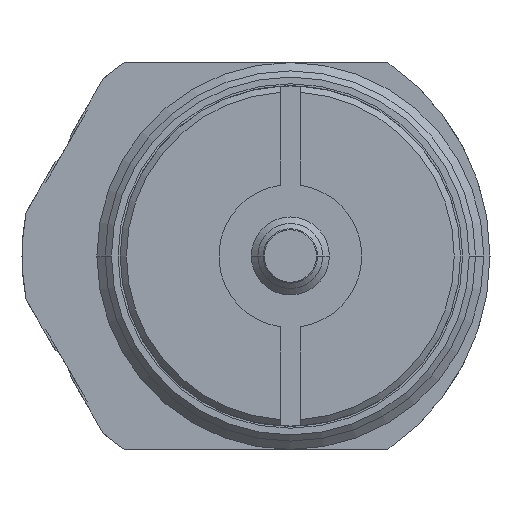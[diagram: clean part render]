
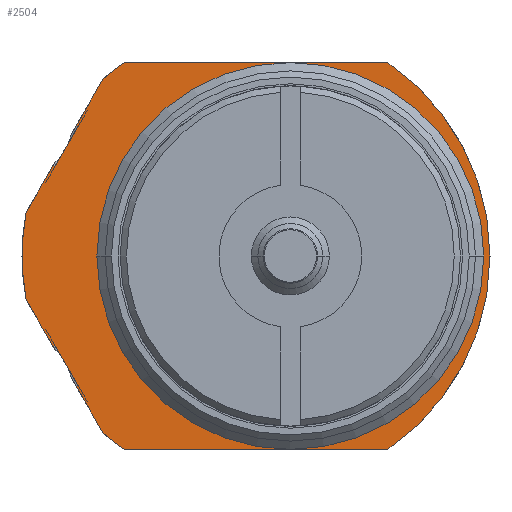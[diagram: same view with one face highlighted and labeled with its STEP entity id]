
A CAD part, left-side view. The second image highlights one B-rep face of the part: STEP entity #2504.
In plain terms, the highlighted planar face has unit normal (-1, 0, 0).
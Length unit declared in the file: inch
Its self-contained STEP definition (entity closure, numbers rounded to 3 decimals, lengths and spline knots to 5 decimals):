
#263=CARTESIAN_POINT('',(0.,-0.165,0.));
#264=DIRECTION('',(-1.,0.,0.));
#265=DIRECTION('',(0.,1.,0.));
#266=AXIS2_PLACEMENT_3D('',#263,#264,#265);
#271=CARTESIAN_POINT('',(0.,-0.165,0.));
#272=DIRECTION('',(1.,0.,0.));
#273=DIRECTION('',(0.,1.,0.));
#274=AXIS2_PLACEMENT_3D('',#271,#272,#273);
#279=DIRECTION('',(0.,-0.5,-0.866));
#280=VECTOR('',#279,0.22326);
#281=CARTESIAN_POINT('',(0.,0.96671,-0.42981));
#282=LINE('',#281,#280);
#286=DIRECTION('',(0.,-0.866,0.5));
#287=VECTOR('',#286,0.01);
#288=CARTESIAN_POINT('',(0.,0.97538,-0.43481));
#289=LINE('',#288,#287);
#293=DIRECTION('',(0.,0.5,0.866));
#294=VECTOR('',#293,0.25976);
#295=CARTESIAN_POINT('',(0.,0.97538,-0.43481));
#296=LINE('',#295,#294);
#300=CARTESIAN_POINT('',(0.,0.,0.));
#301=DIRECTION('',(1.,0.,0.));
#302=DIRECTION('',(0.,0.982,-0.187));
#303=AXIS2_PLACEMENT_3D('',#300,#301,#302);
#308=DIRECTION('',(0.,-0.5,0.866));
#309=VECTOR('',#308,0.25976);
#310=CARTESIAN_POINT('',(0.,1.10525,0.20986));
#311=LINE('',#310,#309);
#315=DIRECTION('',(0.,-0.866,-0.5));
#316=VECTOR('',#315,0.01);
#317=CARTESIAN_POINT('',(0.,0.97538,0.43481));
#318=LINE('',#317,#316);
#322=DIRECTION('',(0.,0.5,-0.866));
#323=VECTOR('',#322,0.22326);
#324=CARTESIAN_POINT('',(0.,0.85509,0.62316));
#325=LINE('',#324,#323);
#329=DIRECTION('',(0.,-0.866,-0.5));
#330=VECTOR('',#329,0.01);
#331=CARTESIAN_POINT('',(0.,0.86375,0.62816));
#332=LINE('',#331,#330);
#336=DIRECTION('',(0.,-0.5,0.866));
#337=VECTOR('',#336,0.25876);
#338=CARTESIAN_POINT('',(0.,0.86375,0.62816));
#339=LINE('',#338,#337);
#343=CARTESIAN_POINT('',(0.,0.,0.));
#344=DIRECTION('',(1.,0.,0.));
#345=DIRECTION('',(0.,0.653,0.758));
#346=AXIS2_PLACEMENT_3D('',#343,#344,#345);
#351=DIRECTION('',(0.,-1.,0.));
#352=VECTOR('',#351,1.25868);
#353=CARTESIAN_POINT('',(0.,0.62934,0.9325));
#354=LINE('',#353,#352);
#358=CARTESIAN_POINT('',(0.,0.,0.));
#359=DIRECTION('',(1.,0.,0.));
#360=DIRECTION('',(0.,-0.559,0.829));
#361=AXIS2_PLACEMENT_3D('',#358,#359,#360);
#366=DIRECTION('',(0.,1.,0.));
#367=VECTOR('',#366,1.25868);
#368=CARTESIAN_POINT('',(0.,-0.62934,-0.9325));
#369=LINE('',#368,#367);
#373=CARTESIAN_POINT('',(0.,0.,0.));
#374=DIRECTION('',(1.,0.,0.));
#375=DIRECTION('',(0.,0.559,-0.829));
#376=AXIS2_PLACEMENT_3D('',#373,#374,#375);
#381=DIRECTION('',(0.,0.5,0.866));
#382=VECTOR('',#381,0.25876);
#383=CARTESIAN_POINT('',(0.,0.73437,-0.85225));
#384=LINE('',#383,#382);
#388=DIRECTION('',(0.,-0.866,0.5));
#389=VECTOR('',#388,0.01);
#390=CARTESIAN_POINT('',(0.,0.86375,-0.62816));
#391=LINE('',#390,#389);
#2092=CARTESIAN_POINT('',(0.,-0.62934,-0.9325));
#2093=CARTESIAN_POINT('',(0.,0.62934,-0.9325));
#2094=VERTEX_POINT('',#2092);
#2095=VERTEX_POINT('',#2093);
#2096=CARTESIAN_POINT('',(0.,0.62934,0.9325));
#2097=CARTESIAN_POINT('',(0.,-0.62934,0.9325));
#2098=VERTEX_POINT('',#2096);
#2099=VERTEX_POINT('',#2097);
#2100=CARTESIAN_POINT('',(0.,0.73437,-0.85225));
#2101=VERTEX_POINT('',#2100);
#2102=CARTESIAN_POINT('',(0.,1.10525,-0.20986));
#2103=CARTESIAN_POINT('',(0.,1.10525,0.20986));
#2104=VERTEX_POINT('',#2102);
#2105=VERTEX_POINT('',#2103);
#2106=CARTESIAN_POINT('',(0.,0.73437,0.85225));
#2107=VERTEX_POINT('',#2106);
#2131=CARTESIAN_POINT('',(0.,0.725,0.));
#2133=VERTEX_POINT('',#2131);
#2135=CARTESIAN_POINT('',(0.,-1.055,0.));
#2137=VERTEX_POINT('',#2135);
#2155=CARTESIAN_POINT('',(0.,0.86375,0.62816));
#2157=VERTEX_POINT('',#2155);
#2183=CARTESIAN_POINT('',(0.,0.97538,-0.43481));
#2185=VERTEX_POINT('',#2183);
#2206=CARTESIAN_POINT('',(0.,0.85509,0.62316));
#2207=CARTESIAN_POINT('',(0.,0.96671,0.42981));
#2208=VERTEX_POINT('',#2206);
#2209=VERTEX_POINT('',#2207);
#2210=CARTESIAN_POINT('',(0.,0.97538,0.43481));
#2211=VERTEX_POINT('',#2210);
#2216=CARTESIAN_POINT('',(0.,0.96671,-0.42981));
#2217=CARTESIAN_POINT('',(0.,0.85509,-0.62316));
#2218=VERTEX_POINT('',#2216);
#2219=VERTEX_POINT('',#2217);
#2220=CARTESIAN_POINT('',(0.,0.86375,-0.62816));
#2221=VERTEX_POINT('',#2220);
#2462=CARTESIAN_POINT('',(0.,0.,0.));
#2463=DIRECTION('',(1.,0.,0.));
#2464=DIRECTION('',(0.,0.,-1.));
#2465=AXIS2_PLACEMENT_3D('',#2462,#2463,#2464);
#2466=PLANE('',#2465);
#2467=ORIENTED_EDGE('',*,*,#2415,.F.);
#2468=ORIENTED_EDGE('',*,*,#2453,.F.);
#2470=ORIENTED_EDGE('',*,*,#2469,.T.);
#2472=ORIENTED_EDGE('',*,*,#2471,.T.);
#2474=ORIENTED_EDGE('',*,*,#2473,.T.);
#2476=ORIENTED_EDGE('',*,*,#2475,.T.);
#2478=ORIENTED_EDGE('',*,*,#2477,.F.);
#2480=ORIENTED_EDGE('',*,*,#2479,.F.);
#2482=ORIENTED_EDGE('',*,*,#2481,.T.);
#2484=ORIENTED_EDGE('',*,*,#2483,.T.);
#2486=ORIENTED_EDGE('',*,*,#2485,.T.);
#2488=ORIENTED_EDGE('',*,*,#2487,.T.);
#2490=ORIENTED_EDGE('',*,*,#2489,.T.);
#2492=ORIENTED_EDGE('',*,*,#2491,.T.);
#2494=ORIENTED_EDGE('',*,*,#2493,.T.);
#2495=ORIENTED_EDGE('',*,*,#2432,.T.);
#2496=EDGE_LOOP('',(#2467,#2468,#2470,#2472,#2474,#2476,#2478,#2480,#2482,#2484,
#2486,#2488,#2490,#2492,#2494,#2495));
#2497=FACE_OUTER_BOUND('',#2496,.F.);
#2499=ORIENTED_EDGE('',*,*,#2498,.T.);
#2501=ORIENTED_EDGE('',*,*,#2500,.F.);
#2502=EDGE_LOOP('',(#2499,#2501));
#2503=FACE_BOUND('',#2502,.F.);
#2504=ADVANCED_FACE('',(#2497,#2503),#2466,.F.);
#267=CIRCLE('',#266,0.89);
#275=CIRCLE('',#274,0.89);
#304=CIRCLE('',#303,1.125);
#347=CIRCLE('',#346,1.125);
#362=CIRCLE('',#361,1.125);
#377=CIRCLE('',#376,1.125);
#2415=EDGE_CURVE('',#2218,#2219,#282,.T.);
#2432=EDGE_CURVE('',#2221,#2219,#391,.T.);
#2453=EDGE_CURVE('',#2185,#2218,#289,.T.);
#2469=EDGE_CURVE('',#2185,#2104,#296,.T.);
#2471=EDGE_CURVE('',#2104,#2105,#304,.T.);
#2473=EDGE_CURVE('',#2105,#2211,#311,.T.);
#2475=EDGE_CURVE('',#2211,#2209,#318,.T.);
#2477=EDGE_CURVE('',#2208,#2209,#325,.T.);
#2479=EDGE_CURVE('',#2157,#2208,#332,.T.);
#2481=EDGE_CURVE('',#2157,#2107,#339,.T.);
#2483=EDGE_CURVE('',#2107,#2098,#347,.T.);
#2485=EDGE_CURVE('',#2098,#2099,#354,.T.);
#2487=EDGE_CURVE('',#2099,#2094,#362,.T.);
#2489=EDGE_CURVE('',#2094,#2095,#369,.T.);
#2491=EDGE_CURVE('',#2095,#2101,#377,.T.);
#2493=EDGE_CURVE('',#2101,#2221,#384,.T.);
#2498=EDGE_CURVE('',#2133,#2137,#267,.T.);
#2500=EDGE_CURVE('',#2133,#2137,#275,.T.);
